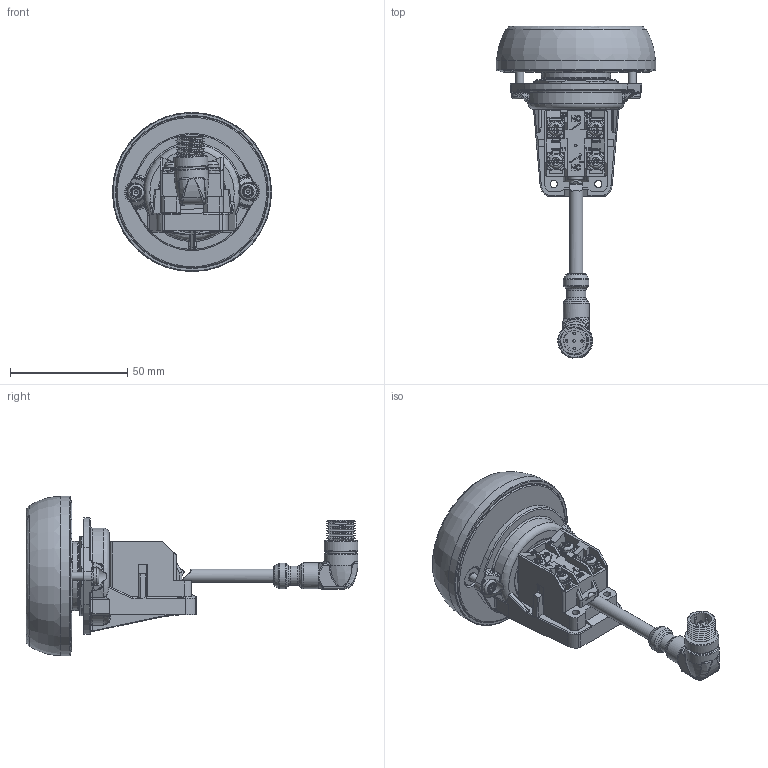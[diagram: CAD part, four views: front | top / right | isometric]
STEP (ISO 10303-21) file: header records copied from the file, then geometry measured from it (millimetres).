
FILE_DESCRIPTION (( 'STEP AP214' ), '1' );
FILE_NAME ('2H-240022.STEP', '2023-01-04T16:22:27', ( '' ), ( '' ), 'SwSTEP 2.0', 'SolidWorks 2021', '' );
FILE_SCHEMA (( 'AUTOMOTIVE_DESIGN' ));
Length unit declared in the file: inch
Products named in the file (1): 2H-240022
Bounding box: 68 x 141.81 x 68 mm (x, y, z)
Volume: 58941.5 mm3; surface area: 55429.9 mm2
Topology: 12 solids, 20 shells, 3040 faces, 7774 edges, 4672 vertices
Faces by surface type: plane 1147, cylinder 823, bspline 673, torus 230, cone 105, sphere 62
Full cylindrical faces by diameter (mm): 1 x5, 1.3 x2, 2.1 x2, 3 x2, 3.1 x4, 3.242 x2, 3.427 x4, 3.5 x4, 4 x4, 4.4 x2, 4.5 x4, 5.7 x3, 5.9 x4, 6.2 x2, 7 x2, 8.246 x1, 8.8 x4, 9 x1, 9.8 x2, 9.896 x1, 10.987 x2, 12.301 x1, 14.5 x2, 22 x1, 25.376 x1, 27 x1, 29.5 x1, 30.5 x1, 61.2 x1, 64.8 x2
Entity records: 132705 total; most frequent: CARTESIAN_POINT 53883, ORIENTED_EDGE 14680, DIRECTION 12120, EDGE_CURVE 7340, VERTEX_POINT 4554, AXIS2_PLACEMENT_3D 4343, VECTOR 3434, LINE 3434
